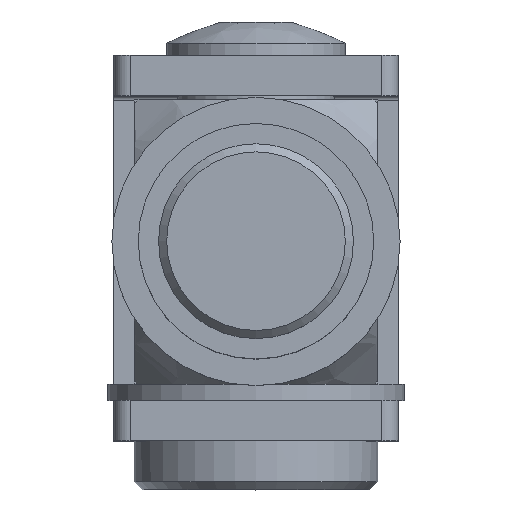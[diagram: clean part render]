
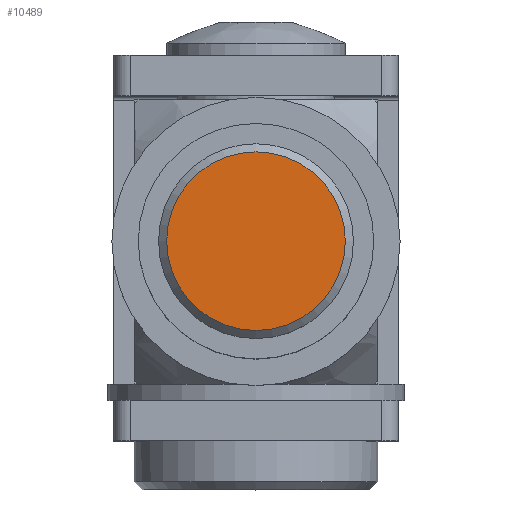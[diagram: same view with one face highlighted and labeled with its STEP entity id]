
A CAD part, top view. The second image highlights one B-rep face of the part: STEP entity #10489.
In plain terms, the highlighted planar face has unit normal (0, 0, 1).
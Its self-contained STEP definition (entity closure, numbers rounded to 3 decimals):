
#949 = CARTESIAN_POINT ( 'NONE',  ( -15., 17.5, 71.25 ) ) ;
#1041 = CIRCLE ( 'NONE', #6038, 11. ) ;
#1092 = DIRECTION ( 'NONE',  ( 1., 0., 0. ) ) ;
#2057 = DIRECTION ( 'NONE',  ( 0., 0., 1. ) ) ;
#5350 = AXIS2_PLACEMENT_3D ( 'NONE', #949, #2057, #1092 ) ;
#6038 = AXIS2_PLACEMENT_3D ( 'NONE', #6406, #11042, #9853 ) ;
#6406 = CARTESIAN_POINT ( 'NONE',  ( 0., 0., 71.25 ) ) ;
#7107 = EDGE_LOOP ( 'NONE', ( #12661 ) ) ;
#7127 = VERTEX_POINT ( 'NONE', #14038 ) ;
#9010 = PLANE ( 'NONE',  #5350 ) ;
#9750 = FACE_OUTER_BOUND ( 'NONE', #7107, .T. ) ;
#9853 = DIRECTION ( 'NONE',  ( 1., 0., 0. ) ) ;
#10489 = ADVANCED_FACE ( 'NONE', ( #9750 ), #9010, .T. ) ;
#11042 = DIRECTION ( 'NONE',  ( 0., 0., 1. ) ) ;
#12661 = ORIENTED_EDGE ( 'NONE', *, *, #13308, .T. ) ;
#13308 = EDGE_CURVE ( 'NONE', #7127, #7127, #1041, .T. ) ;
#14038 = CARTESIAN_POINT ( 'NONE',  ( 11., 0., 71.25 ) ) ;
